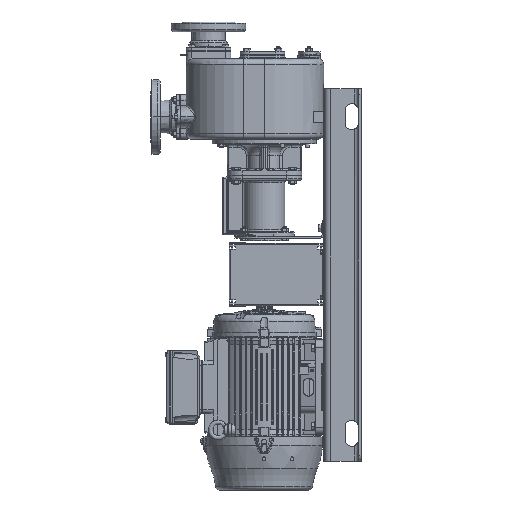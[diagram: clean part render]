
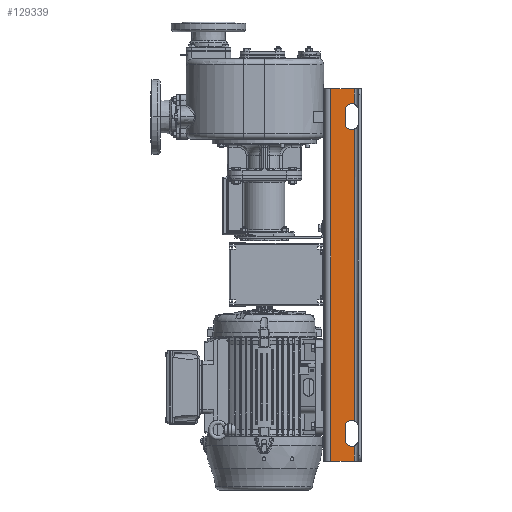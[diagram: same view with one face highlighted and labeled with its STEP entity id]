
A CAD part, left-side view. The second image highlights one B-rep face of the part: STEP entity #129339.
In plain terms, the highlighted planar face has unit normal (-1, 0, 0).
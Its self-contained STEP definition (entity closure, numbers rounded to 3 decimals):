
#9524=DIRECTION('',(0.,0.,-1.));
#9525=VECTOR('',#9524,1000.);
#9526=CARTESIAN_POINT('',(-185.,-18.,75.5));
#9527=LINE('',#9526,#9525);
#16062=DIRECTION('',(0.,0.,-1.));
#16063=VECTOR('',#16062,35.);
#16064=CARTESIAN_POINT('',(-185.,-57.,18.));
#16065=LINE('',#16064,#16063);
#16066=CARTESIAN_POINT('',(-185.,-74.5,-17.));
#16067=DIRECTION('',(1.,0.,0.));
#16068=DIRECTION('',(0.,-0.429,-0.904));
#16069=AXIS2_PLACEMENT_3D('',#16066,#16067,#16068);
#16071=DIRECTION('',(0.,0.,-1.));
#16072=VECTOR('',#16071,783.377);
#16073=CARTESIAN_POINT('',(-185.,-82.,-32.811));
#16074=LINE('',#16073,#16072);
#16075=CARTESIAN_POINT('',(-185.,-74.5,-832.));
#16076=DIRECTION('',(1.,0.,0.));
#16077=DIRECTION('',(0.,1.,0.));
#16078=AXIS2_PLACEMENT_3D('',#16075,#16076,#16077);
#16080=DIRECTION('',(0.,0.,-1.));
#16081=VECTOR('',#16080,35.);
#16082=CARTESIAN_POINT('',(-185.,-57.,-832.));
#16083=LINE('',#16082,#16081);
#16084=CARTESIAN_POINT('',(-185.,-74.5,-867.));
#16085=DIRECTION('',(1.,0.,0.));
#16086=DIRECTION('',(0.,-0.429,-0.904));
#16087=AXIS2_PLACEMENT_3D('',#16084,#16085,#16086);
#16089=DIRECTION('',(0.,0.,-1.));
#16090=VECTOR('',#16089,41.689);
#16091=CARTESIAN_POINT('',(-185.,-82.,-882.811));
#16092=LINE('',#16091,#16090);
#16093=DIRECTION('',(0.,0.,-1.));
#16094=VECTOR('',#16093,41.689);
#16095=CARTESIAN_POINT('',(-185.,-82.,75.5));
#16096=LINE('',#16095,#16094);
#16097=CARTESIAN_POINT('',(-185.,-74.5,18.));
#16098=DIRECTION('',(1.,0.,0.));
#16099=DIRECTION('',(0.,1.,0.));
#16100=AXIS2_PLACEMENT_3D('',#16097,#16098,#16099);
#16159=CARTESIAN_POINT('',(-185.,-82.,-32.811));
#16165=CARTESIAN_POINT('',(-185.,-82.,-816.189));
#16310=CARTESIAN_POINT('',(-185.,-82.,33.811));
#16547=DIRECTION('',(0.,1.,0.));
#16548=VECTOR('',#16547,64.);
#16549=CARTESIAN_POINT('',(-185.,-82.,75.5));
#16550=LINE('',#16549,#16548);
#16658=CARTESIAN_POINT('',(-185.,-82.,-882.811));
#16882=DIRECTION('',(0.,1.,0.));
#16883=VECTOR('',#16882,64.);
#16884=CARTESIAN_POINT('',(-185.,-82.,-924.5));
#16885=LINE('',#16884,#16883);
#117068=CARTESIAN_POINT('',(-185.,-82.,75.5));
#117070=VERTEX_POINT('',#117068);
#117071=CARTESIAN_POINT('',(-185.,-18.,75.5));
#117072=VERTEX_POINT('',#117071);
#117084=CARTESIAN_POINT('',(-185.,-82.,-924.5));
#117086=VERTEX_POINT('',#117084);
#117087=CARTESIAN_POINT('',(-185.,-18.,-924.5));
#117088=VERTEX_POINT('',#117087);
#117208=VERTEX_POINT('',#16159);
#117211=VERTEX_POINT('',#16310);
#117213=VERTEX_POINT('',#16658);
#117216=VERTEX_POINT('',#16165);
#117217=CARTESIAN_POINT('',(-185.,-57.,18.));
#117218=CARTESIAN_POINT('',(-185.,-57.,-17.));
#117219=VERTEX_POINT('',#117217);
#117220=VERTEX_POINT('',#117218);
#117221=CARTESIAN_POINT('',(-185.,-57.,-867.));
#117222=VERTEX_POINT('',#117221);
#117223=CARTESIAN_POINT('',(-185.,-57.,-832.));
#117224=VERTEX_POINT('',#117223);
#129310=CARTESIAN_POINT('',(-185.,-82.,75.5));
#129311=DIRECTION('',(-1.,0.,0.));
#129312=DIRECTION('',(0.,1.,0.));
#129313=AXIS2_PLACEMENT_3D('',#129310,#129311,#129312);
#129314=PLANE('',#129313);
#129315=ORIENTED_EDGE('',*,*,#129300,.T.);
#129317=ORIENTED_EDGE('',*,*,#129316,.F.);
#129319=ORIENTED_EDGE('',*,*,#129318,.T.);
#129321=ORIENTED_EDGE('',*,*,#129320,.F.);
#129323=ORIENTED_EDGE('',*,*,#129322,.T.);
#129325=ORIENTED_EDGE('',*,*,#129324,.F.);
#129327=ORIENTED_EDGE('',*,*,#129326,.T.);
#129329=ORIENTED_EDGE('',*,*,#129328,.T.);
#129330=ORIENTED_EDGE('',*,*,#124555,.F.);
#129332=ORIENTED_EDGE('',*,*,#129331,.F.);
#129334=ORIENTED_EDGE('',*,*,#129333,.T.);
#129336=ORIENTED_EDGE('',*,*,#129335,.F.);
#129337=EDGE_LOOP('',(#129315,#129317,#129319,#129321,#129323,#129325,#129327,
#129329,#129330,#129332,#129334,#129336));
#129338=FACE_OUTER_BOUND('',#129337,.F.);
#129339=ADVANCED_FACE('',(#129338),#129314,.T.);
#16070=CIRCLE('',#16069,17.5);
#16079=CIRCLE('',#16078,17.5);
#16088=CIRCLE('',#16087,17.5);
#16101=CIRCLE('',#16100,17.5);
#124555=EDGE_CURVE('',#117072,#117088,#9527,.T.);
#129300=EDGE_CURVE('',#117219,#117220,#16065,.T.);
#129316=EDGE_CURVE('',#117208,#117220,#16070,.T.);
#129318=EDGE_CURVE('',#117208,#117216,#16074,.T.);
#129320=EDGE_CURVE('',#117224,#117216,#16079,.T.);
#129322=EDGE_CURVE('',#117224,#117222,#16083,.T.);
#129324=EDGE_CURVE('',#117213,#117222,#16088,.T.);
#129326=EDGE_CURVE('',#117213,#117086,#16092,.T.);
#129328=EDGE_CURVE('',#117086,#117088,#16885,.T.);
#129331=EDGE_CURVE('',#117070,#117072,#16550,.T.);
#129333=EDGE_CURVE('',#117070,#117211,#16096,.T.);
#129335=EDGE_CURVE('',#117219,#117211,#16101,.T.);
